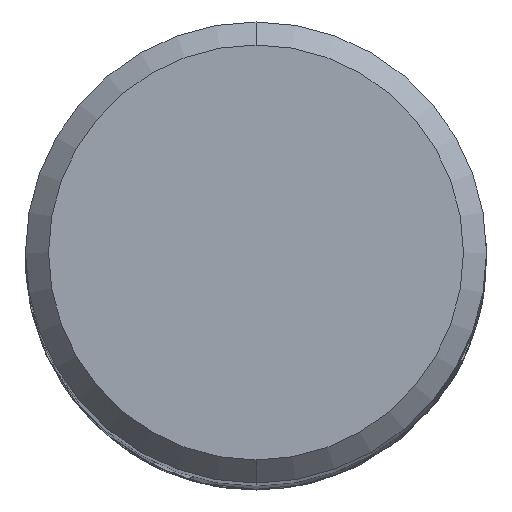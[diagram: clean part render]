
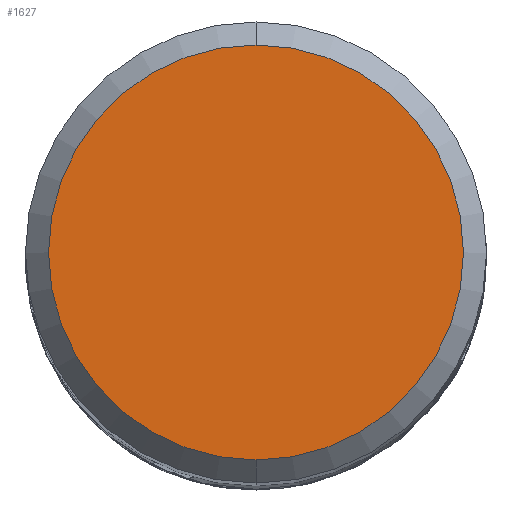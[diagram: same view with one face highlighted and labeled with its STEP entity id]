
A CAD part, top view. The second image highlights one B-rep face of the part: STEP entity #1627.
In plain terms, the highlighted planar face has unit normal (0, 0, 1).
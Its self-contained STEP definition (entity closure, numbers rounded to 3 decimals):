
#777=VERTEX_POINT('',#1901);
#941=VERTEX_POINT('',#2079);
#1553=EDGE_CURVE('',#941,#777,#2751,.T.);
#1627=ADVANCED_FACE('',(#2831),#2832,.T.);
#1647=EDGE_CURVE('',#777,#941,#2853,.T.);
#1901=CARTESIAN_POINT('',(0.,-7.2,0.0));
#2079=CARTESIAN_POINT('',(0.0,7.2,0.0));
#2751=CIRCLE('',#17174,7.2);
#2831=FACE_OUTER_BOUND('',#17971,.T.);
#2832=PLANE('',#17972);
#2853=CIRCLE('',#18057,7.2);
#17174=AXIS2_PLACEMENT_3D('',#19696,#19697,#19698);
#17971=EDGE_LOOP('',(#19772,#19773));
#17972=AXIS2_PLACEMENT_3D('',#19774,#19775,#19776);
#18057=AXIS2_PLACEMENT_3D('',#19787,#19788,#19789);
#19696=CARTESIAN_POINT('',(0.0,0.0,0.0));
#19697=DIRECTION('',(0.0,0.0,-1.0));
#19698=DIRECTION('',(0.0,1.0,0.0));
#19772=ORIENTED_EDGE('',*,*,#1553,.F.);
#19773=ORIENTED_EDGE('',*,*,#1647,.F.);
#19774=CARTESIAN_POINT('',(0.0,3.6,0.0));
#19775=DIRECTION('',(-0.0,0.0,1.0));
#19776=DIRECTION('',(0.0,-1.0,0.0));
#19787=CARTESIAN_POINT('',(0.0,0.0,0.0));
#19788=DIRECTION('',(0.0,0.0,-1.0));
#19789=DIRECTION('',(0.0,1.0,0.0));
